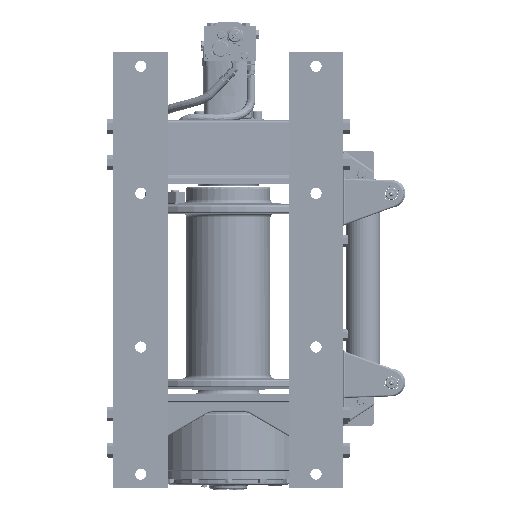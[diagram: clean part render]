
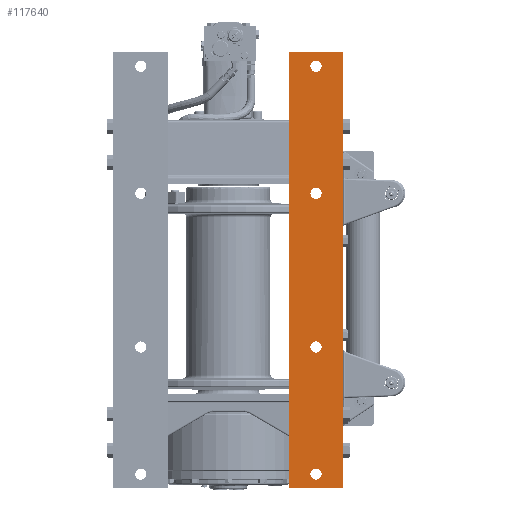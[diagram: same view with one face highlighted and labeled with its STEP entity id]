
A CAD part, front view. The second image highlights one B-rep face of the part: STEP entity #117640.
In plain terms, the highlighted planar face has unit normal (0, -1, 0).
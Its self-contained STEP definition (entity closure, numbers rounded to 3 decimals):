
#116977=DIRECTION('',(0.,0.,-1.));
#116978=VECTOR('',#116977,31.75);
#116979=CARTESIAN_POINT('',(4.375,-9.625,8.031));
#116980=LINE('',#116979,#116978);
#116981=DIRECTION('',(-1.,0.,0.));
#116982=VECTOR('',#116981,4.);
#116983=CARTESIAN_POINT('',(8.375,-9.625,8.031));
#116984=LINE('',#116983,#116982);
#116985=DIRECTION('',(0.,0.,1.));
#116986=VECTOR('',#116985,31.75);
#116987=CARTESIAN_POINT('',(8.375,-9.625,-23.719));
#116988=LINE('',#116987,#116986);
#116989=DIRECTION('',(1.,0.,0.));
#116990=VECTOR('',#116989,4.);
#116991=CARTESIAN_POINT('',(4.375,-9.625,-23.719));
#116992=LINE('',#116991,#116990);
#116993=CARTESIAN_POINT('',(6.375,-9.625,7.));
#116994=DIRECTION('',(0.,1.,0.));
#116995=DIRECTION('',(-1.,0.,0.));
#116996=AXIS2_PLACEMENT_3D('',#116993,#116994,#116995);
#116998=CARTESIAN_POINT('',(6.375,-9.625,7.));
#116999=DIRECTION('',(0.,1.,0.));
#117000=DIRECTION('',(1.,0.,0.));
#117001=AXIS2_PLACEMENT_3D('',#116998,#116999,#117000);
#117003=CARTESIAN_POINT('',(6.375,-9.625,-2.25));
#117004=DIRECTION('',(0.,1.,0.));
#117005=DIRECTION('',(-1.,0.,0.));
#117006=AXIS2_PLACEMENT_3D('',#117003,#117004,#117005);
#117008=CARTESIAN_POINT('',(6.375,-9.625,-2.25));
#117009=DIRECTION('',(0.,1.,0.));
#117010=DIRECTION('',(1.,0.,0.));
#117011=AXIS2_PLACEMENT_3D('',#117008,#117009,#117010);
#117013=CARTESIAN_POINT('',(6.375,-9.625,-13.438));
#117014=DIRECTION('',(0.,1.,0.));
#117015=DIRECTION('',(-1.,0.,0.));
#117016=AXIS2_PLACEMENT_3D('',#117013,#117014,#117015);
#117018=CARTESIAN_POINT('',(6.375,-9.625,-13.438));
#117019=DIRECTION('',(0.,1.,0.));
#117020=DIRECTION('',(1.,0.,0.));
#117021=AXIS2_PLACEMENT_3D('',#117018,#117019,#117020);
#117023=CARTESIAN_POINT('',(6.375,-9.625,-22.688));
#117024=DIRECTION('',(0.,1.,0.));
#117025=DIRECTION('',(-1.,0.,0.));
#117026=AXIS2_PLACEMENT_3D('',#117023,#117024,#117025);
#117028=CARTESIAN_POINT('',(6.375,-9.625,-22.688));
#117029=DIRECTION('',(0.,1.,0.));
#117030=DIRECTION('',(1.,0.,0.));
#117031=AXIS2_PLACEMENT_3D('',#117028,#117029,#117030);
#117475=CARTESIAN_POINT('',(5.969,-9.625,-2.25));
#117477=VERTEX_POINT('',#117475);
#117479=CARTESIAN_POINT('',(4.375,-9.625,8.031));
#117480=CARTESIAN_POINT('',(4.375,-9.625,-23.719));
#117481=VERTEX_POINT('',#117479);
#117482=VERTEX_POINT('',#117480);
#117485=CARTESIAN_POINT('',(6.781,-9.625,-2.25));
#117486=VERTEX_POINT('',#117485);
#117487=CARTESIAN_POINT('',(8.375,-9.625,8.031));
#117489=VERTEX_POINT('',#117487);
#117491=CARTESIAN_POINT('',(5.969,-9.625,7.));
#117492=CARTESIAN_POINT('',(6.781,-9.625,7.));
#117493=VERTEX_POINT('',#117491);
#117494=VERTEX_POINT('',#117492);
#117495=CARTESIAN_POINT('',(8.375,-9.625,-23.719));
#117496=VERTEX_POINT('',#117495);
#117507=CARTESIAN_POINT('',(5.969,-9.625,-13.438));
#117508=CARTESIAN_POINT('',(6.781,-9.625,-13.438));
#117509=VERTEX_POINT('',#117507);
#117510=VERTEX_POINT('',#117508);
#117523=CARTESIAN_POINT('',(5.969,-9.625,-22.688));
#117524=CARTESIAN_POINT('',(6.781,-9.625,-22.688));
#117525=VERTEX_POINT('',#117523);
#117526=VERTEX_POINT('',#117524);
#117603=CARTESIAN_POINT('',(8.375,-9.625,-23.719));
#117604=DIRECTION('',(0.,1.,0.));
#117605=DIRECTION('',(0.,0.,-1.));
#117606=AXIS2_PLACEMENT_3D('',#117603,#117604,#117605);
#117607=PLANE('',#117606);
#117609=ORIENTED_EDGE('',*,*,#117608,.F.);
#117611=ORIENTED_EDGE('',*,*,#117610,.F.);
#117613=ORIENTED_EDGE('',*,*,#117612,.F.);
#117615=ORIENTED_EDGE('',*,*,#117614,.F.);
#117616=EDGE_LOOP('',(#117609,#117611,#117613,#117615));
#117617=FACE_OUTER_BOUND('',#117616,.F.);
#117619=ORIENTED_EDGE('',*,*,#117618,.F.);
#117621=ORIENTED_EDGE('',*,*,#117620,.F.);
#117622=EDGE_LOOP('',(#117619,#117621));
#117623=FACE_BOUND('',#117622,.F.);
#117624=ORIENTED_EDGE('',*,*,#117566,.F.);
#117625=ORIENTED_EDGE('',*,*,#117587,.F.);
#117626=EDGE_LOOP('',(#117624,#117625));
#117627=FACE_BOUND('',#117626,.F.);
#117629=ORIENTED_EDGE('',*,*,#117628,.F.);
#117631=ORIENTED_EDGE('',*,*,#117630,.F.);
#117632=EDGE_LOOP('',(#117629,#117631));
#117633=FACE_BOUND('',#117632,.F.);
#117635=ORIENTED_EDGE('',*,*,#117634,.F.);
#117637=ORIENTED_EDGE('',*,*,#117636,.F.);
#117638=EDGE_LOOP('',(#117635,#117637));
#117639=FACE_BOUND('',#117638,.F.);
#116997=CIRCLE('',#116996,0.406);
#117002=CIRCLE('',#117001,0.406);
#117007=CIRCLE('',#117006,0.406);
#117012=CIRCLE('',#117011,0.406);
#117017=CIRCLE('',#117016,0.406);
#117022=CIRCLE('',#117021,0.406);
#117027=CIRCLE('',#117026,0.406);
#117032=CIRCLE('',#117031,0.406);
#117566=EDGE_CURVE('',#117477,#117486,#117007,.T.);
#117587=EDGE_CURVE('',#117486,#117477,#117012,.T.);
#117608=EDGE_CURVE('',#117481,#117482,#116980,.T.);
#117610=EDGE_CURVE('',#117489,#117481,#116984,.T.);
#117612=EDGE_CURVE('',#117496,#117489,#116988,.T.);
#117614=EDGE_CURVE('',#117482,#117496,#116992,.T.);
#117618=EDGE_CURVE('',#117493,#117494,#116997,.T.);
#117620=EDGE_CURVE('',#117494,#117493,#117002,.T.);
#117628=EDGE_CURVE('',#117509,#117510,#117017,.T.);
#117630=EDGE_CURVE('',#117510,#117509,#117022,.T.);
#117634=EDGE_CURVE('',#117525,#117526,#117027,.T.);
#117636=EDGE_CURVE('',#117526,#117525,#117032,.T.);
#117640=ADVANCED_FACE('',(#117617,#117623,#117627,#117633,#117639),#117607,.F.);
